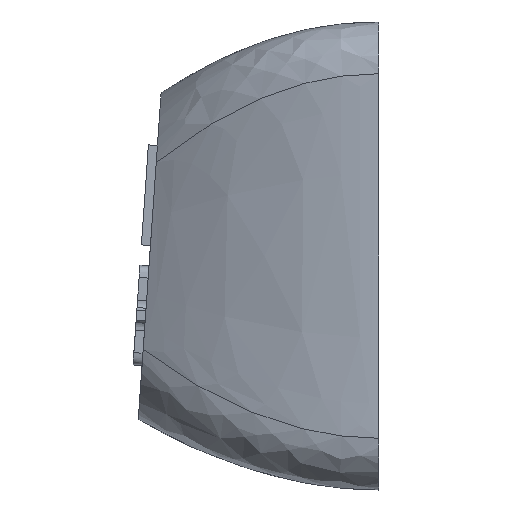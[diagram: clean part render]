
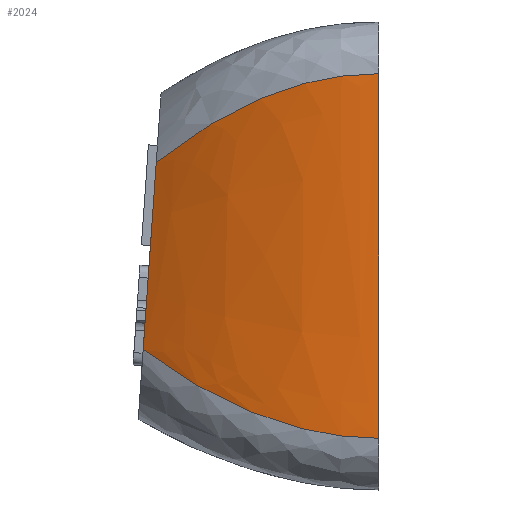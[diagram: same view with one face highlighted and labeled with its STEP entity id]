
A CAD part, left-side view. The second image highlights one B-rep face of the part: STEP entity #2024.
In plain terms, the highlighted free-form (B-spline) face has degree [3, 3] with [4, 4] control points.
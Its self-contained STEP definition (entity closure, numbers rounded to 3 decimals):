
#64=B_SPLINE_SURFACE_WITH_KNOTS('',3,3,((#3831,#3832,#3833,#3834),(#3835,
#3836,#3837,#3838),(#3839,#3840,#3841,#3842),(#3843,#3844,#3845,#3846)),
 .UNSPECIFIED.,.F.,.F.,.F.,(4,4),(4,4),(0.,1.),(0.,1.),.UNSPECIFIED.);
#126=FACE_OUTER_BOUND('',#240,.T.);
#240=EDGE_LOOP('',(#1574,#1575,#1576,#1577));
#371=B_SPLINE_CURVE_WITH_KNOTS('',3,(#3827,#3828,#3829,#3830),
 .UNSPECIFIED.,.F.,.F.,(4,4),(0.,1.),.UNSPECIFIED.);
#372=B_SPLINE_CURVE_WITH_KNOTS('',3,(#3847,#3848,#3849,#3850),
 .UNSPECIFIED.,.F.,.F.,(4,4),(0.,1.),.UNSPECIFIED.);
#456=LINE('',#3690,#653);
#461=LINE('',#3711,#658);
#653=VECTOR('',#2296,10.);
#658=VECTOR('',#2313,10.);
#874=VERTEX_POINT('',#3687);
#875=VERTEX_POINT('',#3689);
#884=VERTEX_POINT('',#3708);
#885=VERTEX_POINT('',#3710);
#1117=EDGE_CURVE('',#875,#874,#456,.T.);
#1127=EDGE_CURVE('',#884,#885,#461,.T.);
#1135=EDGE_CURVE('',#884,#875,#371,.T.);
#1136=EDGE_CURVE('',#885,#874,#372,.T.);
#1574=ORIENTED_EDGE('',*,*,#1127,.F.);
#1575=ORIENTED_EDGE('',*,*,#1135,.T.);
#1576=ORIENTED_EDGE('',*,*,#1117,.T.);
#1577=ORIENTED_EDGE('',*,*,#1136,.F.);
#2024=ADVANCED_FACE('',(#126),#64,.F.);
#2296=DIRECTION('',(0.,0.,1.));
#2313=DIRECTION('',(0.,-0.07,0.998));
#3687=CARTESIAN_POINT('',(0.,0.,16.1));
#3689=CARTESIAN_POINT('',(0.,0.,2.));
#3690=CARTESIAN_POINT('',(0.,0.,16.1));
#3708=CARTESIAN_POINT('',(2.7,9.12,5.431));
#3710=CARTESIAN_POINT('',(2.7,8.614,12.669));
#3711=CARTESIAN_POINT('',(2.7,8.614,12.669));
#3827=CARTESIAN_POINT('Ctrl Pts',(2.7,9.12,5.431));
#3828=CARTESIAN_POINT('Ctrl Pts',(0.9,6.08,3.144));
#3829=CARTESIAN_POINT('Ctrl Pts',(0.,2.956,
2.));
#3830=CARTESIAN_POINT('Ctrl Pts',(0.,0.,
2.));
#3831=CARTESIAN_POINT('Ctrl Pts',(2.7,9.12,5.431));
#3832=CARTESIAN_POINT('Ctrl Pts',(0.9,6.08,3.144));
#3833=CARTESIAN_POINT('Ctrl Pts',(0.,2.956,
2.));
#3834=CARTESIAN_POINT('Ctrl Pts',(0.,0.,
2.));
#3835=CARTESIAN_POINT('Ctrl Pts',(2.7,9.022,6.841));
#3836=CARTESIAN_POINT('Ctrl Pts',(0.939,6.014,4.776));
#3837=CARTESIAN_POINT('Ctrl Pts',(0.,2.956,
3.047));
#3838=CARTESIAN_POINT('Ctrl Pts',(0.,0.,
3.047));
#3839=CARTESIAN_POINT('Ctrl Pts',(2.7,8.713,11.259));
#3840=CARTESIAN_POINT('Ctrl Pts',(0.939,5.808,13.324));
#3841=CARTESIAN_POINT('Ctrl Pts',(0.,2.956,
15.053));
#3842=CARTESIAN_POINT('Ctrl Pts',(0.,0.,
15.053));
#3843=CARTESIAN_POINT('Ctrl Pts',(2.7,8.614,12.669));
#3844=CARTESIAN_POINT('Ctrl Pts',(0.9,5.743,14.956));
#3845=CARTESIAN_POINT('Ctrl Pts',(0.,2.956,
16.1));
#3846=CARTESIAN_POINT('Ctrl Pts',(0.,0.,16.1));
#3847=CARTESIAN_POINT('Ctrl Pts',(2.7,8.614,12.669));
#3848=CARTESIAN_POINT('Ctrl Pts',(0.9,5.743,14.956));
#3849=CARTESIAN_POINT('Ctrl Pts',(0.,2.956,
16.1));
#3850=CARTESIAN_POINT('Ctrl Pts',(0.,0.,16.1));
